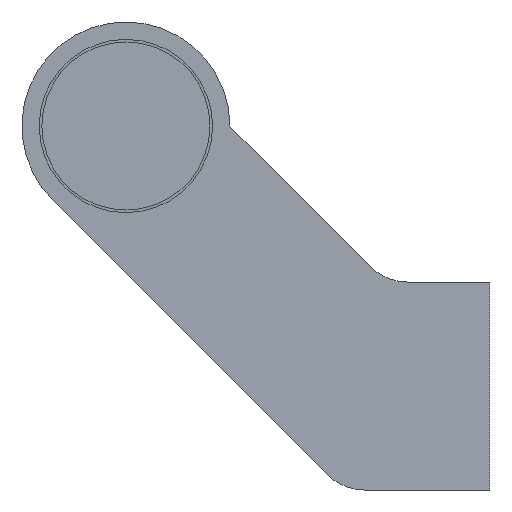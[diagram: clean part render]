
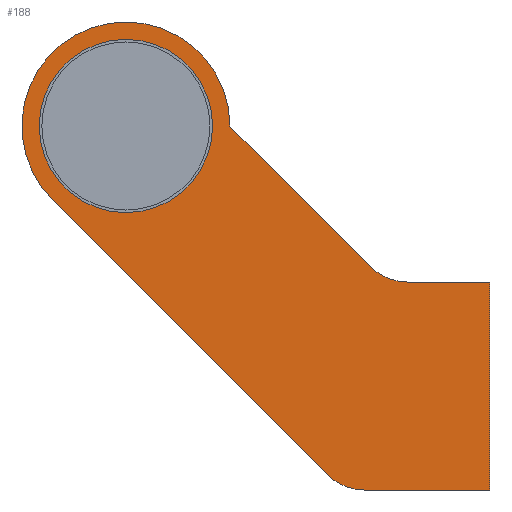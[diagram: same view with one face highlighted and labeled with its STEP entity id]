
A CAD part, left-side view. The second image highlights one B-rep face of the part: STEP entity #188.
In plain terms, the highlighted planar face has unit normal (-1, 0, 0).
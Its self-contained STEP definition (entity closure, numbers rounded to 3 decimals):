
#188=ADVANCED_FACE('',(#380,#381),#382,.T.);
#380=FACE_BOUND('',#571,.T.);
#381=FACE_OUTER_BOUND('',#572,.T.);
#382=PLANE('',#573);
#571=EDGE_LOOP('',(#1025,#1026));
#572=EDGE_LOOP('',(#1027,#1028,#1029,#1030,#1031,#1032,#1033,#1034,#1035));
#573=AXIS2_PLACEMENT_3D('',#1036,#1037,#1038);
#1025=ORIENTED_EDGE('',*,*,#1214,.T.);
#1026=ORIENTED_EDGE('',*,*,#1114,.T.);
#1027=ORIENTED_EDGE('',*,*,#1087,.F.);
#1028=ORIENTED_EDGE('',*,*,#1256,.F.);
#1029=ORIENTED_EDGE('',*,*,#1252,.F.);
#1030=ORIENTED_EDGE('',*,*,#1248,.F.);
#1031=ORIENTED_EDGE('',*,*,#1244,.F.);
#1032=ORIENTED_EDGE('',*,*,#1240,.F.);
#1033=ORIENTED_EDGE('',*,*,#1236,.F.);
#1034=ORIENTED_EDGE('',*,*,#1232,.F.);
#1035=ORIENTED_EDGE('',*,*,#1228,.F.);
#1036=CARTESIAN_POINT('',(-6.0,25.541,13.444));
#1037=DIRECTION('',(-1.0,0.0,0.));
#1038=DIRECTION('',(0.,0.0,1.0));
#1087=EDGE_CURVE('',#1279,#1275,#1281,.T.);
#1114=EDGE_CURVE('',#1319,#1323,#1325,.T.);
#1214=EDGE_CURVE('',#1323,#1319,#1468,.T.);
#1228=EDGE_CURVE('',#1275,#1482,#1483,.T.);
#1232=EDGE_CURVE('',#1482,#1488,#1489,.T.);
#1236=EDGE_CURVE('',#1488,#1494,#1495,.T.);
#1240=EDGE_CURVE('',#1494,#1500,#1501,.T.);
#1244=EDGE_CURVE('',#1500,#1506,#1507,.T.);
#1248=EDGE_CURVE('',#1506,#1512,#1513,.T.);
#1252=EDGE_CURVE('',#1512,#1518,#1519,.T.);
#1256=EDGE_CURVE('',#1518,#1279,#1524,.T.);
#1275=VERTEX_POINT('',#1545);
#1279=VERTEX_POINT('',#1550);
#1281=CIRCLE('',#1553,12.0);
#1319=VERTEX_POINT('',#1601);
#1323=VERTEX_POINT('',#1606);
#1325=CIRCLE('',#1609,10.0);
#1468=CIRCLE('',#1787,10.0);
#1482=VERTEX_POINT('',#1801);
#1483=CIRCLE('',#1802,12.0);
#1488=VERTEX_POINT('',#1808);
#1489=LINE('',#1809,#1810);
#1494=VERTEX_POINT('',#1817);
#1495=CIRCLE('',#1818,6.0);
#1500=VERTEX_POINT('',#1824);
#1501=LINE('',#1825,#1826);
#1506=VERTEX_POINT('',#1833);
#1507=LINE('',#1834,#1835);
#1512=VERTEX_POINT('',#1842);
#1513=LINE('',#1843,#1844);
#1518=VERTEX_POINT('',#1851);
#1519=CIRCLE('',#1852,6.0);
#1524=LINE('',#1858,#1859);
#1545=CARTESIAN_POINT('',(-6.0,42.0,42.0));
#1550=CARTESIAN_POINT('',(-6.0,50.485,21.515));
#1553=AXIS2_PLACEMENT_3D('',#1881,#1882,#1883);
#1601=CARTESIAN_POINT('',(-6.0,42.0,20.0));
#1606=CARTESIAN_POINT('',(-6.0,42.0,40.0));
#1609=AXIS2_PLACEMENT_3D('',#1920,#1921,#1922);
#1787=AXIS2_PLACEMENT_3D('',#2057,#2058,#2059);
#1801=CARTESIAN_POINT('',(-6.0,30.0,30.0));
#1802=AXIS2_PLACEMENT_3D('',#2078,#2079,#2080);
#1808=CARTESIAN_POINT('',(-6.0,13.757,13.757));
#1809=CARTESIAN_POINT('',(-6.0,13.757,13.757));
#1810=VECTOR('',#2085,1.0);
#1817=CARTESIAN_POINT('',(-6.0,9.515,12.0));
#1818=AXIS2_PLACEMENT_3D('',#2088,#2089,#2090);
#1824=CARTESIAN_POINT('',(-6.0,0.0,12.0));
#1825=CARTESIAN_POINT('',(-6.0,0.0,12.0));
#1826=VECTOR('',#2095,1.0);
#1833=CARTESIAN_POINT('',(-6.0,0.0,-12.0));
#1834=CARTESIAN_POINT('',(-6.0,0.0,-12.0));
#1835=VECTOR('',#2098,1.0);
#1842=CARTESIAN_POINT('',(-6.0,14.485,-12.0));
#1843=CARTESIAN_POINT('',(-6.0,14.485,-12.0));
#1844=VECTOR('',#2101,1.0);
#1851=CARTESIAN_POINT('',(-6.0,18.728,-10.243));
#1852=AXIS2_PLACEMENT_3D('',#2104,#2105,#2106);
#1858=CARTESIAN_POINT('',(-6.0,18.728,-10.243));
#1859=VECTOR('',#2111,1.0);
#1881=CARTESIAN_POINT('',(-6.0,42.0,30.0));
#1882=DIRECTION('',(1.0,0.0,0.));
#1883=DIRECTION('',(0.,0.0,1.0));
#1920=CARTESIAN_POINT('',(-6.0,42.0,30.0));
#1921=DIRECTION('',(1.0,0.0,0.));
#1922=DIRECTION('',(0.,0.0,-1.0));
#2057=CARTESIAN_POINT('',(-6.0,42.0,30.0));
#2058=DIRECTION('',(1.0,0.0,0.));
#2059=DIRECTION('',(0.,0.0,-1.0));
#2078=CARTESIAN_POINT('',(-6.0,42.0,30.0));
#2079=DIRECTION('',(1.0,0.0,0.));
#2080=DIRECTION('',(0.,0.0,1.0));
#2085=DIRECTION('',(0.,-0.707,-0.707));
#2088=CARTESIAN_POINT('',(-6.0,9.515,18.0));
#2089=DIRECTION('',(-1.0,0.0,0.));
#2090=DIRECTION('',(0.,0.0,1.0));
#2095=DIRECTION('',(0.,-1.0,0.));
#2098=DIRECTION('',(0.,0.0,-1.0));
#2101=DIRECTION('',(0.0,1.0,0.0));
#2104=CARTESIAN_POINT('',(-6.0,14.485,-6.0));
#2105=DIRECTION('',(1.0,0.0,0.));
#2106=DIRECTION('',(0.,0.0,1.0));
#2111=DIRECTION('',(0.,0.707,0.707));
